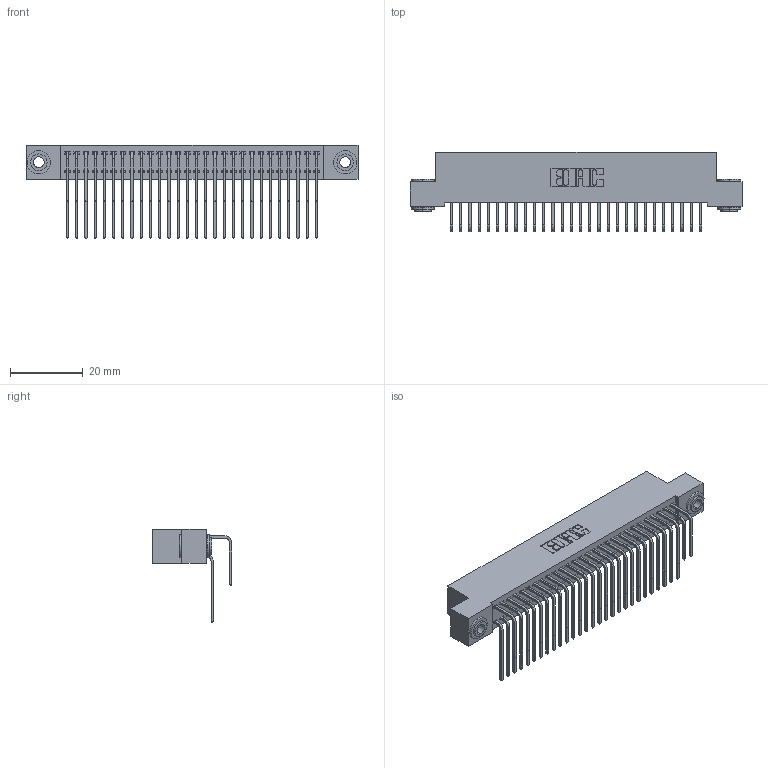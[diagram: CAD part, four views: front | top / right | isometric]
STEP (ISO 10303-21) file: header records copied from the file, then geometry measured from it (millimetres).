
FILE_DESCRIPTION (( 'STEP AP203' ), '1' );
FILE_NAME ('392-056-558-203.STEP', '2018-08-17T14:06:36', ( '' ), ( '' ), 'SwSTEP 2.0', 'SolidWorks 2016', '' );
FILE_SCHEMA (( 'CONFIG_CONTROL_DESIGN' ));
Length unit declared in the file: inch
Products named in the file (5): 392-056-558-203; 342 Part_.156 TH; 345-292-001_558 559 Tail - 1; 345-292-001_558 Tail - 2; 342-250-002_345-250-002-102
Assembly tree (59 placements, depth 2):
  392-056-558-203
    342 Part_.156 TH
    345-292-001_558 559 Tail - 1  x28
    345-292-001_558 Tail - 2  x28
    342-250-002_345-250-002-102  x2
Bounding box: 91.44 x 21.91 x 25.78 mm (x, y, z)
Volume: 8495.5 mm3; surface area: 15159 mm2
Topology: 59 solids, 59 shells, 3172 faces, 9391 edges, 6182 vertices
Faces by surface type: plane 2204, cylinder 960, cone 8
Entity records: 22126 total; most frequent: CARTESIAN_POINT 3708, ORIENTED_EDGE 3586, DIRECTION 3207, EDGE_CURVE 1793, VECTOR 1601, LINE 1601, VERTEX_POINT 1190, AXIS2_PLACEMENT_3D 803
